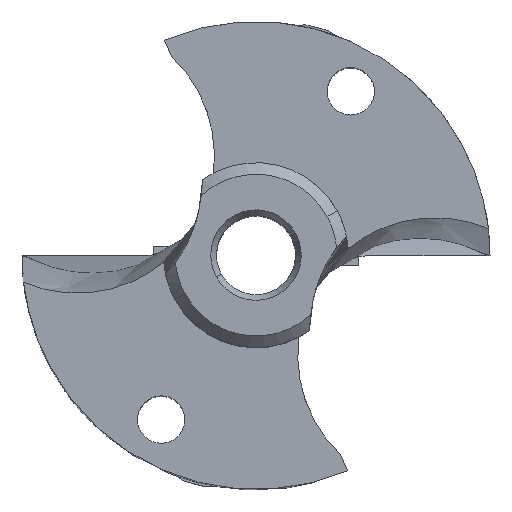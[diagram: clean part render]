
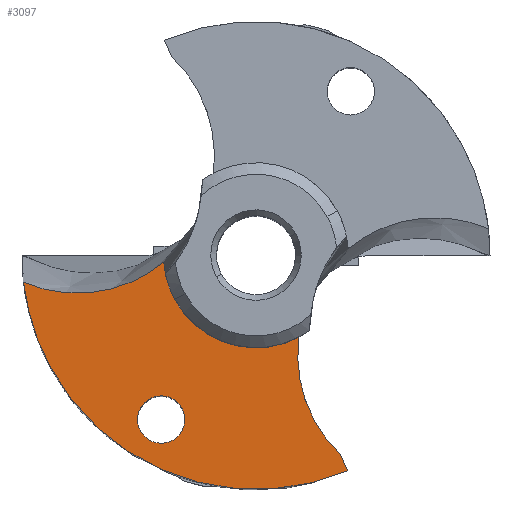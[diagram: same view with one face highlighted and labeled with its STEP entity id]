
A CAD part, top view. The second image highlights one B-rep face of the part: STEP entity #3097.
In plain terms, the highlighted planar face has unit normal (0, 0, 1).
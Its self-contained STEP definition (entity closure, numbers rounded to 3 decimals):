
#281=AXIS2_PLACEMENT_3D('Circle Axis2P3D',#279,#280,$) ;
#830=AXIS2_PLACEMENT_3D('Circle Axis2P3D',#828,#829,$) ;
#849=AXIS2_PLACEMENT_3D('Circle Axis2P3D',#847,#848,$) ;
#1305=AXIS2_PLACEMENT_3D('Circle Axis2P3D',#1303,#1304,$) ;
#1760=AXIS2_PLACEMENT_3D('Plane Axis2P3D',#1757,#1758,#1759) ;
#2922=AXIS2_PLACEMENT_3D('Circle Axis2P3D',#2920,#2921,$) ;
#3081=AXIS2_PLACEMENT_3D('Circle Axis2P3D',#3079,#3080,$) ;
#276=CARTESIAN_POINT('Vertex',(-17.771,-9.708,0.)) ;
#279=CARTESIAN_POINT('Axis2P3D Location',(0.,0.,0.)) ;
#283=CARTESIAN_POINT('Vertex',(-20.118,-2.309,0.)) ;
#455=CARTESIAN_POINT('Vertex',(7.249,-17.158,0.)) ;
#459=CARTESIAN_POINT('Control Point',(7.249,-17.158,0.)) ;
#460=CARTESIAN_POINT('Control Point',(7.386,-17.452,0.)) ;
#461=CARTESIAN_POINT('Control Point',(7.524,-17.747,0.)) ;
#462=CARTESIAN_POINT('Control Point',(7.661,-18.041,0.)) ;
#463=CARTESIAN_POINT('Control Point',(7.798,-18.336,0.)) ;
#464=CARTESIAN_POINT('Control Point',(7.936,-18.63,0.)) ;
#465=CARTESIAN_POINT('Vertex',(7.936,-18.63,0.)) ;
#620=CARTESIAN_POINT('Control Point',(-20.118,-2.309,0.)) ;
#621=CARTESIAN_POINT('Control Point',(-17.854,-3.297,0.)) ;
#622=CARTESIAN_POINT('Control Point',(-15.213,-3.736,0.)) ;
#623=CARTESIAN_POINT('Control Point',(-12.423,-3.355,0.)) ;
#624=CARTESIAN_POINT('Control Point',(-9.956,-2.209,0.)) ;
#625=CARTESIAN_POINT('Control Point',(-7.979,-0.584,0.)) ;
#626=CARTESIAN_POINT('Vertex',(-7.979,-0.584,0.)) ;
#825=CARTESIAN_POINT('Vertex',(-8.2,-12.153,0.)) ;
#828=CARTESIAN_POINT('Axis2P3D Location',(-8.2,-14.203,0.)) ;
#832=CARTESIAN_POINT('Vertex',(-8.2,-16.253,0.)) ;
#847=CARTESIAN_POINT('Axis2P3D Location',(-8.2,-14.203,0.)) ;
#962=CARTESIAN_POINT('Vertex',(3.717,-7.084,0.)) ;
#966=CARTESIAN_POINT('Control Point',(7.249,-17.158,0.)) ;
#967=CARTESIAN_POINT('Control Point',(5.68,-15.667,0.)) ;
#968=CARTESIAN_POINT('Control Point',(4.407,-13.763,0.)) ;
#969=CARTESIAN_POINT('Control Point',(3.63,-11.538,0.)) ;
#970=CARTESIAN_POINT('Control Point',(3.429,-9.252,0.)) ;
#971=CARTESIAN_POINT('Control Point',(3.717,-7.084,0.)) ;
#1300=CARTESIAN_POINT('Vertex',(-7.021,-3.835,0.)) ;
#1303=CARTESIAN_POINT('Axis2P3D Location',(0.,0.,0.)) ;
#1757=CARTESIAN_POINT('Axis2P3D Location',(20.25,0.,0.)) ;
#2920=CARTESIAN_POINT('Axis2P3D Location',(0.,0.,0.)) ;
#3079=CARTESIAN_POINT('Axis2P3D Location',(0.,0.,0.)) ;
#280=DIRECTION('Axis2P3D Direction',(0.,0.,1.)) ;
#829=DIRECTION('Axis2P3D Direction',(-0.,0.,-1.)) ;
#848=DIRECTION('Axis2P3D Direction',(-0.,0.,-1.)) ;
#1304=DIRECTION('Axis2P3D Direction',(0.,0.,1.)) ;
#1758=DIRECTION('Axis2P3D Direction',(0.,0.,1.)) ;
#1759=DIRECTION('Axis2P3D XDirection',(1.,0.,0.)) ;
#2921=DIRECTION('Axis2P3D Direction',(0.,0.,1.)) ;
#3080=DIRECTION('Axis2P3D Direction',(0.,0.,1.)) ;
#3085=ORIENTED_EDGE('',*,*,#972,.T.) ;
#3086=ORIENTED_EDGE('',*,*,#1307,.F.) ;
#3087=ORIENTED_EDGE('',*,*,#2924,.F.) ;
#3088=ORIENTED_EDGE('',*,*,#628,.F.) ;
#3089=ORIENTED_EDGE('',*,*,#285,.T.) ;
#3090=ORIENTED_EDGE('',*,*,#3083,.T.) ;
#3091=ORIENTED_EDGE('',*,*,#467,.F.) ;
#3094=ORIENTED_EDGE('',*,*,#834,.T.) ;
#3095=ORIENTED_EDGE('',*,*,#851,.T.) ;
#3096=FACE_BOUND('',#3093,.T.) ;
#3097=ADVANCED_FACE('NOCUT',(#3092,#3096),#1761,.T.) ;
#458=B_SPLINE_CURVE_WITH_KNOTS('',5,(#459,#460,#461,#462,#463,#464),.UNSPECIFIED.,.F.,.U.,(6,6),(1.772,3.397),.UNSPECIFIED.) ;
#619=B_SPLINE_CURVE_WITH_KNOTS('',5,(#620,#621,#622,#623,#624,#625),.UNSPECIFIED.,.F.,.U.,(6,6),(0.213,18.385),.UNSPECIFIED.) ;
#965=B_SPLINE_CURVE_WITH_KNOTS('',5,(#966,#967,#968,#969,#970,#971),.UNSPECIFIED.,.F.,.U.,(6,6),(3.987,19.514),.UNSPECIFIED.) ;
#282=CIRCLE('generated circle',#281,20.25) ;
#831=CIRCLE('generated circle',#830,2.05) ;
#850=CIRCLE('generated circle',#849,2.05) ;
#1306=CIRCLE('generated circle',#1305,8.) ;
#2923=CIRCLE('generated circle',#2922,8.) ;
#3082=CIRCLE('generated circle',#3081,20.25) ;
#285=EDGE_CURVE('',#284,#277,#282,.T.) ;
#467=EDGE_CURVE('',#456,#466,#458,.T.) ;
#628=EDGE_CURVE('',#284,#627,#619,.T.) ;
#834=EDGE_CURVE('',#833,#826,#831,.T.) ;
#851=EDGE_CURVE('',#826,#833,#850,.T.) ;
#972=EDGE_CURVE('',#456,#963,#965,.T.) ;
#1307=EDGE_CURVE('',#1301,#963,#1306,.T.) ;
#2924=EDGE_CURVE('',#627,#1301,#2923,.T.) ;
#3083=EDGE_CURVE('',#277,#466,#3082,.T.) ;
#3084=EDGE_LOOP('',(#3085,#3086,#3087,#3088,#3089,#3090,#3091)) ;
#3093=EDGE_LOOP('',(#3094,#3095)) ;
#3092=FACE_OUTER_BOUND('',#3084,.T.) ;
#1761=PLANE('',#1760) ;
#277=VERTEX_POINT('',#276) ;
#284=VERTEX_POINT('',#283) ;
#456=VERTEX_POINT('',#455) ;
#466=VERTEX_POINT('',#465) ;
#627=VERTEX_POINT('',#626) ;
#826=VERTEX_POINT('',#825) ;
#833=VERTEX_POINT('',#832) ;
#963=VERTEX_POINT('',#962) ;
#1301=VERTEX_POINT('',#1300) ;
